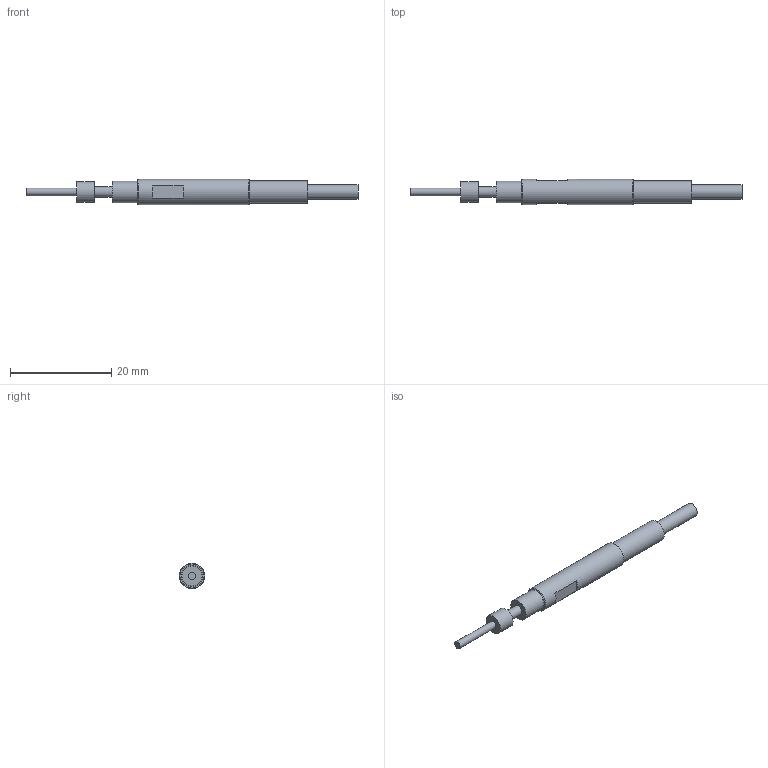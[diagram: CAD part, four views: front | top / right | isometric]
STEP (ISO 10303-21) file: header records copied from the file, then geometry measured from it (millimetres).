
FILE_DESCRIPTION (( 'STEP AP214' ), '1' );
FILE_NAME ('CSJ055A-CG.STEP', '2019-05-23T16:59:24', ( '' ), ( '' ), 'SwSTEP 2.0', 'SolidWorks 2018', '' );
FILE_SCHEMA (( 'AUTOMOTIVE_DESIGN' ));
Length unit declared in the file: inch
Products named in the file (1): CSJ055A-CG
Bounding box: 65.5 x 5 x 5 mm (x, y, z)
Volume: 807.6 mm3; surface area: 829.6 mm2
Topology: 1 solids, 1 shells, 23 faces, 37 edges, 24 vertices
Faces by surface type: plane 14, cylinder 7, cone 2
Full cylindrical faces by diameter (mm): 1.5 x1, 2 x1, 2.8 x1, 4 x1, 4.3 x1, 4.4 x1, 5 x1
Entity records: 530 total; most frequent: DIRECTION 96, CARTESIAN_POINT 76, ORIENTED_EDGE 56, AXIS2_PLACEMENT_3D 44, EDGE_LOOP 40, FACE_OUTER_BOUND 30, EDGE_CURVE 28, VERTEX_POINT 24
